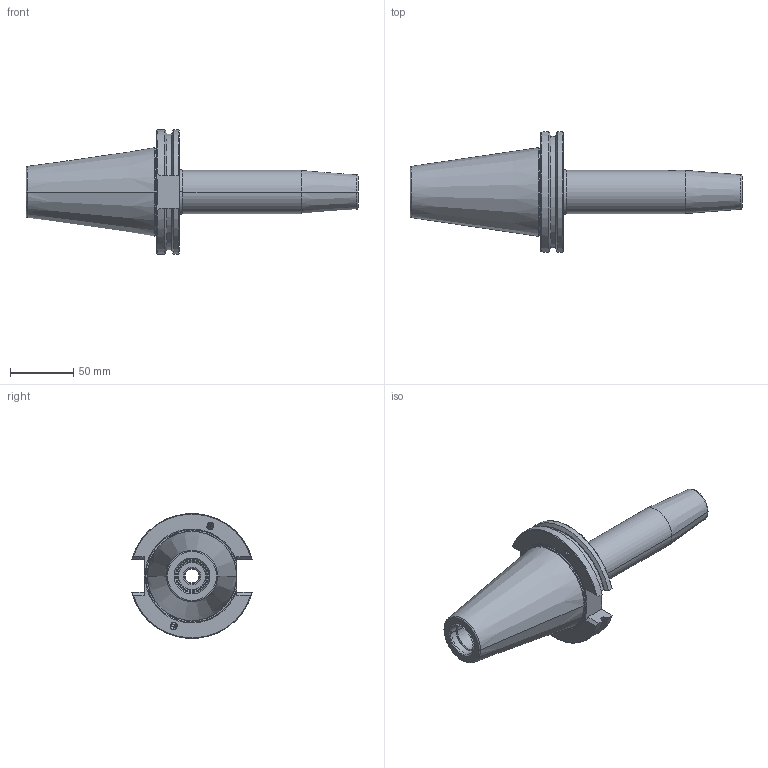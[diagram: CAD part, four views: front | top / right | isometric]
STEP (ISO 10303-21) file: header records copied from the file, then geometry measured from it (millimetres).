
FILE_DESCRIPTION((''),'2;1');
FILE_NAME('CCT50ADB_SFH15_875-160','2017-08-14T',('ssktool'),(''),'PRO/ENGINEER BY PARAMETRIC TECHNOLOGY CORPORATION, 2016360','PRO/ENGINEER BY PARAMETRIC TECHNOLOGY CORPORATION, 2016360','');
FILE_SCHEMA(('CONFIG_CONTROL_DESIGN'));
Length unit declared in the file: millimetre
Products named in the file (1): CCT50ADB_SFH15_875-160
Bounding box: 261.6 x 94.96 x 98.07 mm (x, y, z)
Volume: 418869.6 mm3; surface area: 70707.1 mm2
Topology: 1 solids, 7 shells, 132 faces, 332 edges, 208 vertices
Faces by surface type: cylinder 54, plane 35, cone 31, torus 12
Entity records: 4193 total; most frequent: CARTESIAN_POINT 1025, DIRECTION 673, ORIENTED_EDGE 612, EDGE_CURVE 324, AXIS2_PLACEMENT_3D 271, VERTEX_POINT 208, EDGE_LOOP 152, CIRCLE 138
